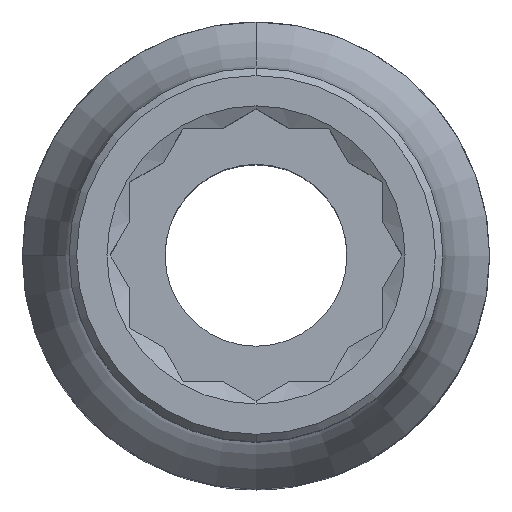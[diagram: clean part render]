
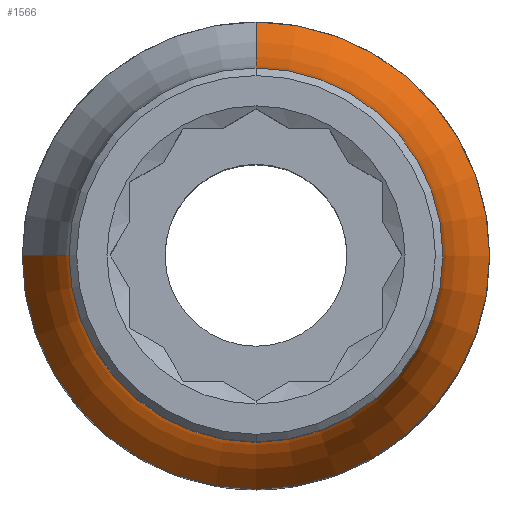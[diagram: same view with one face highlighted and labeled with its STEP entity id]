
A CAD part, top view. The second image highlights one B-rep face of the part: STEP entity #1566.
In plain terms, the highlighted toroidal (fillet/blend) face has major radius 17.4 mm and minor radius 10 mm.
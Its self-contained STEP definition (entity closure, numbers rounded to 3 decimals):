
#174=CARTESIAN_POINT('',(0.,0.,15.5));
#175=DIRECTION('',(0.,0.,1.));
#176=DIRECTION('',(1.,0.,0.));
#177=AXIS2_PLACEMENT_3D('',#174,#175,#176);
#429=CARTESIAN_POINT('',(0.,0.,21.295));
#430=DIRECTION('',(0.,0.,1.));
#431=DIRECTION('',(0.,-1.,0.));
#432=AXIS2_PLACEMENT_3D('',#429,#430,#431);
#434=CARTESIAN_POINT('',(0.,0.,15.5));
#435=DIRECTION('',(0.,0.,-1.));
#436=DIRECTION('',(1.,0.,0.));
#437=AXIS2_PLACEMENT_3D('',#434,#435,#436);
#439=CARTESIAN_POINT('',(-17.4,0.,21.295));
#440=DIRECTION('',(0.,-1.,0.));
#441=DIRECTION('',(0.815,0.,-0.579));
#442=AXIS2_PLACEMENT_3D('',#439,#440,#441);
#1072=CARTESIAN_POINT('',(0.,0.,21.295));
#1073=DIRECTION('',(0.,0.,1.));
#1074=DIRECTION('',(-1.,0.,0.));
#1075=AXIS2_PLACEMENT_3D('',#1072,#1073,#1074);
#1082=CARTESIAN_POINT('',(0.,17.4,21.295));
#1083=DIRECTION('',(-1.,0.,0.));
#1084=DIRECTION('',(0.,-0.815,-0.579));
#1085=AXIS2_PLACEMENT_3D('',#1082,#1083,#1084);
#1178=CARTESIAN_POINT('',(9.25,0.,15.5));
#1179=CARTESIAN_POINT('',(0.,9.25,15.5));
#1180=VERTEX_POINT('',#1178);
#1181=VERTEX_POINT('',#1179);
#1182=CARTESIAN_POINT('',(-9.25,0.,15.5));
#1183=VERTEX_POINT('',#1182);
#1184=CARTESIAN_POINT('',(0.,7.4,21.295));
#1185=CARTESIAN_POINT('',(-7.4,0.,21.295));
#1186=VERTEX_POINT('',#1184);
#1187=VERTEX_POINT('',#1185);
#1188=CARTESIAN_POINT('',(0.,-7.4,21.295));
#1189=VERTEX_POINT('',#1188);
#1549=CARTESIAN_POINT('',(0.,0.,21.295));
#1550=DIRECTION('',(0.,0.,1.));
#1551=DIRECTION('',(-0.009,-1.,0.));
#1552=AXIS2_PLACEMENT_3D('',#1549,#1550,#1551);
#1553=TOROIDAL_SURFACE('',#1552,17.4,10.);
#1555=ORIENTED_EDGE('',*,*,#1554,.T.);
#1557=ORIENTED_EDGE('',*,*,#1556,.F.);
#1558=ORIENTED_EDGE('',*,*,#1392,.F.);
#1559=ORIENTED_EDGE('',*,*,#1501,.T.);
#1561=ORIENTED_EDGE('',*,*,#1560,.T.);
#1563=ORIENTED_EDGE('',*,*,#1562,.T.);
#1564=EDGE_LOOP('',(#1555,#1557,#1558,#1559,#1561,#1563));
#1565=FACE_OUTER_BOUND('',#1564,.F.);
#1566=ADVANCED_FACE('',(#1565),#1553,.F.);
#178=CIRCLE('',#177,9.25);
#433=CIRCLE('',#432,7.4);
#438=CIRCLE('',#437,9.25);
#443=CIRCLE('',#442,10.);
#1076=CIRCLE('',#1075,7.4);
#1086=CIRCLE('',#1085,10.);
#1392=EDGE_CURVE('',#1180,#1181,#178,.T.);
#1501=EDGE_CURVE('',#1180,#1183,#438,.T.);
#1554=EDGE_CURVE('',#1189,#1186,#433,.T.);
#1556=EDGE_CURVE('',#1181,#1186,#1086,.T.);
#1560=EDGE_CURVE('',#1183,#1187,#443,.T.);
#1562=EDGE_CURVE('',#1187,#1189,#1076,.T.);
